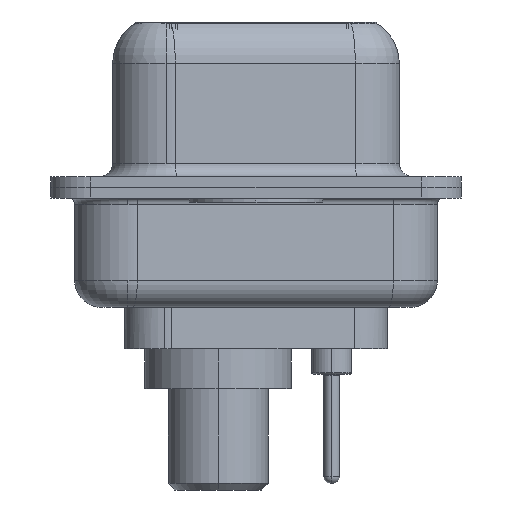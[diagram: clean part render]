
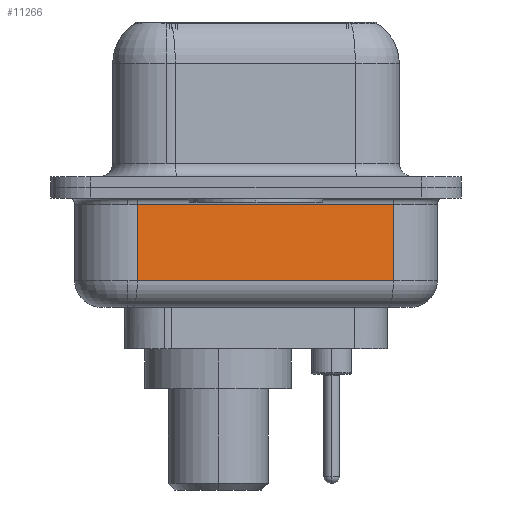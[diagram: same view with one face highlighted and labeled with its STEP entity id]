
A CAD part, left-side view. The second image highlights one B-rep face of the part: STEP entity #11266.
In plain terms, the highlighted planar face has unit normal (-0.985, -0.174, 0).
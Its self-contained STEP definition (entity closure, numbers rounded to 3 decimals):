
#902 = CARTESIAN_POINT ( 'NONE',  ( 2.93, 4.453, -0.65 ) ) ;
#1813 = DIRECTION ( 'NONE',  ( -0.174, 0.985, 0. ) ) ;
#4593 = AXIS2_PLACEMENT_3D ( 'NONE', #31050, #28806, #1813 ) ;
#4617 = VERTEX_POINT ( 'NONE', #8492 ) ;
#5274 = VERTEX_POINT ( 'NONE', #902 ) ;
#5668 = CARTESIAN_POINT ( 'NONE',  ( 4.623, -5.147, -0.65 ) ) ;
#6542 = VERTEX_POINT ( 'NONE', #5668 ) ;
#6691 = VECTOR ( 'NONE', #25076, 1000. ) ;
#7857 = EDGE_CURVE ( 'NONE', #6542, #5274, #26384, .T. ) ;
#7967 = VERTEX_POINT ( 'NONE', #21234 ) ;
#8139 = VECTOR ( 'NONE', #30740, 1000. ) ;
#8492 = CARTESIAN_POINT ( 'NONE',  ( 4.623, -5.147, -3.5 ) ) ;
#8590 = CARTESIAN_POINT ( 'NONE',  ( 2.93, 4.453, -0.65 ) ) ;
#11266 = ADVANCED_FACE ( 'NONE', ( #31163 ), #31156, .F. ) ;
#11993 = EDGE_CURVE ( 'NONE', #7967, #5274, #23437, .T. ) ;
#13202 = LINE ( 'NONE', #15188, #6691 ) ;
#13920 = LINE ( 'NONE', #28381, #8139 ) ;
#15188 = CARTESIAN_POINT ( 'NONE',  ( 4.623, -5.147, -4.5 ) ) ;
#15232 = CARTESIAN_POINT ( 'NONE',  ( 2.93, 4.453, -4.5 ) ) ;
#16504 = ORIENTED_EDGE ( 'NONE', *, *, #11993, .F. ) ;
#17540 = VECTOR ( 'NONE', #30998, 1000. ) ;
#17835 = ORIENTED_EDGE ( 'NONE', *, *, #28118, .T. ) ;
#20965 = ORIENTED_EDGE ( 'NONE', *, *, #7857, .T. ) ;
#21234 = CARTESIAN_POINT ( 'NONE',  ( 2.93, 4.453, -3.5 ) ) ;
#22863 = EDGE_LOOP ( 'NONE', ( #16504, #17835, #23304, #20965 ) ) ;
#23279 = EDGE_CURVE ( 'NONE', #4617, #6542, #13202, .T. ) ;
#23304 = ORIENTED_EDGE ( 'NONE', *, *, #23279, .T. ) ;
#23385 = DIRECTION ( 'NONE',  ( 0., 0., 1. ) ) ;
#23437 = LINE ( 'NONE', #15232, #30727 ) ;
#25076 = DIRECTION ( 'NONE',  ( 0., 0., 1. ) ) ;
#26384 = LINE ( 'NONE', #8590, #17540 ) ;
#28118 = EDGE_CURVE ( 'NONE', #7967, #4617, #13920, .T. ) ;
#28381 = CARTESIAN_POINT ( 'NONE',  ( 2.93, 4.453, -3.5 ) ) ;
#28806 = DIRECTION ( 'NONE',  ( 0.985, 0.174, 0. ) ) ;
#30727 = VECTOR ( 'NONE', #23385, 1000. ) ;
#30740 = DIRECTION ( 'NONE',  ( 0.174, -0.985, 0. ) ) ;
#30998 = DIRECTION ( 'NONE',  ( -0.174, 0.985, 0. ) ) ;
#31050 = CARTESIAN_POINT ( 'NONE',  ( 2.93, 4.453, -4.5 ) ) ;
#31156 = PLANE ( 'NONE',  #4593 ) ;
#31163 = FACE_OUTER_BOUND ( 'NONE', #22863, .T. ) ;
